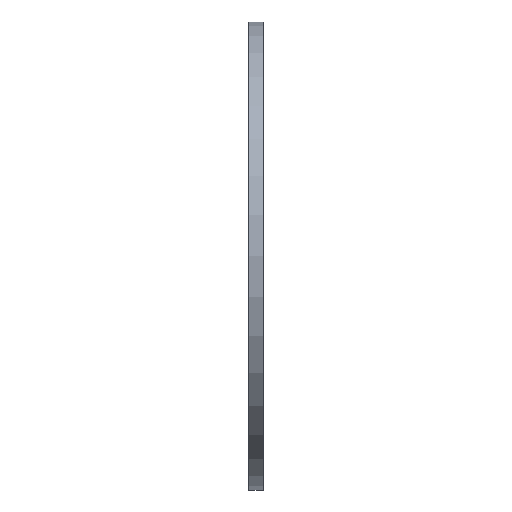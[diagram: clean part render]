
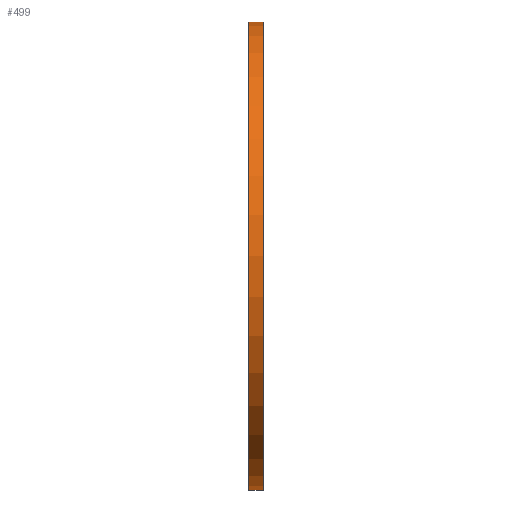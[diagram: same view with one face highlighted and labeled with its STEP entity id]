
A CAD part, front view. The second image highlights one B-rep face of the part: STEP entity #499.
In plain terms, the highlighted cylindrical face has radius 305 mm (diameter 610 mm), a partial arc.
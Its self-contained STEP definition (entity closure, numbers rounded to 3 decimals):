
#41 = CARTESIAN_POINT ( 'NONE',  ( 131.126, -129.715, 0. ) ) ;
#63 = VERTEX_POINT ( 'NONE', #845 ) ;
#81 = DIRECTION ( 'NONE',  ( 1., 0., 0. ) ) ;
#138 = AXIS2_PLACEMENT_3D ( 'NONE', #41, #1311, #480 ) ;
#279 = VERTEX_POINT ( 'NONE', #404 ) ;
#330 = EDGE_CURVE ( 'NONE', #63, #391, #690, .T. ) ;
#391 = VERTEX_POINT ( 'NONE', #733 ) ;
#404 = CARTESIAN_POINT ( 'NONE',  ( 134.876, -129.715, 305. ) ) ;
#415 = LINE ( 'NONE', #1688, #1143 ) ;
#465 = AXIS2_PLACEMENT_3D ( 'NONE', #1475, #1731, #1307 ) ;
#480 = DIRECTION ( 'NONE',  ( 0., 0., 1. ) ) ;
#483 = EDGE_LOOP ( 'NONE', ( #1378, #1412, #1435, #1624 ) ) ;
#499 = ADVANCED_FACE ( 'NONE', ( #1342 ), #610, .T. ) ;
#562 = EDGE_CURVE ( 'NONE', #63, #1223, #563, .T. ) ;
#563 = LINE ( 'NONE', #1323, #1261 ) ;
#610 = CYLINDRICAL_SURFACE ( 'NONE', #138, 305. ) ;
#686 = CIRCLE ( 'NONE', #1373, 305. ) ;
#690 = CIRCLE ( 'NONE', #465, 305. ) ;
#733 = CARTESIAN_POINT ( 'NONE',  ( 153.376, -129.715, 305. ) ) ;
#845 = CARTESIAN_POINT ( 'NONE',  ( 153.376, -129.715, -305. ) ) ;
#957 = CARTESIAN_POINT ( 'NONE',  ( 134.876, -129.715, 0. ) ) ;
#965 = DIRECTION ( 'NONE',  ( -1., 0., 0. ) ) ;
#1103 = DIRECTION ( 'NONE',  ( 0., 0., -1. ) ) ;
#1143 = VECTOR ( 'NONE', #965, 1000. ) ;
#1223 = VERTEX_POINT ( 'NONE', #1225 ) ;
#1225 = CARTESIAN_POINT ( 'NONE',  ( 134.876, -129.715, -305. ) ) ;
#1261 = VECTOR ( 'NONE', #1659, 1000. ) ;
#1270 = EDGE_CURVE ( 'NONE', #279, #1223, #686, .T. ) ;
#1307 = DIRECTION ( 'NONE',  ( 0., 0., 1. ) ) ;
#1311 = DIRECTION ( 'NONE',  ( -1., 0., 0. ) ) ;
#1323 = CARTESIAN_POINT ( 'NONE',  ( 131.126, -129.715, -305. ) ) ;
#1342 = FACE_OUTER_BOUND ( 'NONE', #483, .T. ) ;
#1373 = AXIS2_PLACEMENT_3D ( 'NONE', #957, #81, #1103 ) ;
#1378 = ORIENTED_EDGE ( 'NONE', *, *, #562, .F. ) ;
#1412 = ORIENTED_EDGE ( 'NONE', *, *, #330, .T. ) ;
#1435 = ORIENTED_EDGE ( 'NONE', *, *, #1669, .T. ) ;
#1475 = CARTESIAN_POINT ( 'NONE',  ( 153.376, -129.715, 0. ) ) ;
#1624 = ORIENTED_EDGE ( 'NONE', *, *, #1270, .T. ) ;
#1659 = DIRECTION ( 'NONE',  ( -1., 0., 0. ) ) ;
#1669 = EDGE_CURVE ( 'NONE', #391, #279, #415, .T. ) ;
#1688 = CARTESIAN_POINT ( 'NONE',  ( 131.126, -129.715, 305. ) ) ;
#1731 = DIRECTION ( 'NONE',  ( -1., 0., 0. ) ) ;
